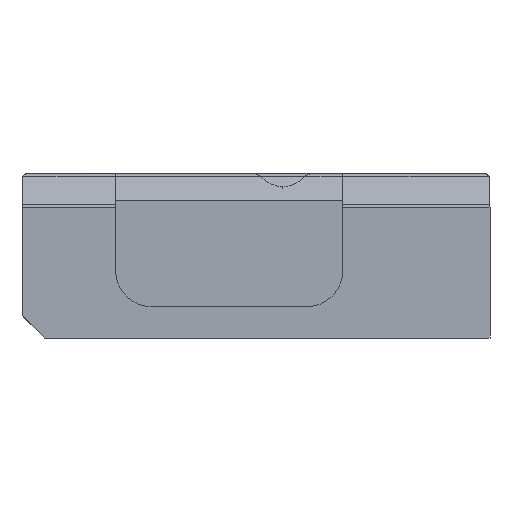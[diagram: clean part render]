
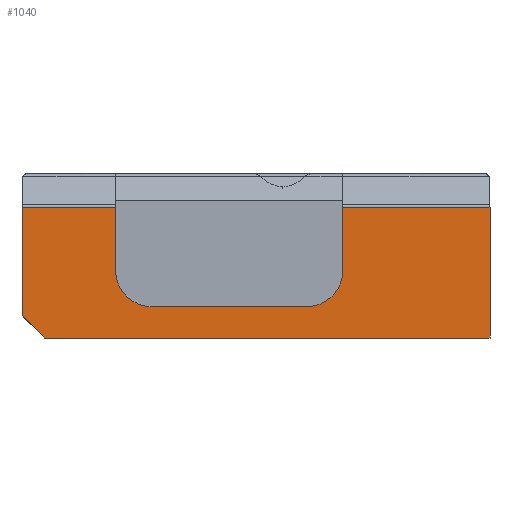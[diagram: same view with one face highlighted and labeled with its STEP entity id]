
A CAD part, front view. The second image highlights one B-rep face of the part: STEP entity #1040.
In plain terms, the highlighted planar face has unit normal (0, -1, 0).
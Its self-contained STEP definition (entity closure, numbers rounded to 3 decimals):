
#862=EDGE_CURVE('NONE',#938,#1738,#2502,.F.);
#874=VERTEX_POINT('NONE',#2517);
#928=VERTEX_POINT('NONE',#2575);
#938=VERTEX_POINT('NONE',#2586);
#956=VERTEX_POINT('NONE',#2605);
#964=EDGE_CURVE('NONE',#928,#2370,#2613,.F.);
#1040=ADVANCED_FACE('Fl�che5',(#2695),#2696,.F.);
#1158=EDGE_CURVE('NONE',#1562,#956,#2827,.T.);
#1252=VERTEX_POINT('NONE',#2932);
#1360=EDGE_CURVE('NONE',#1738,#1644,#3049,.T.);
#1422=EDGE_CURVE('NONE',#1252,#1582,#3116,.F.);
#1542=EDGE_CURVE('NONE',#938,#874,#3250,.T.);
#1562=VERTEX_POINT('NONE',#3271);
#1582=VERTEX_POINT('NONE',#3291);
#1644=VERTEX_POINT('NONE',#3358);
#1738=VERTEX_POINT('NONE',#3462);
#1884=EDGE_CURVE('NONE',#1582,#2272,#3618,.F.);
#2050=EDGE_CURVE('NONE',#956,#928,#3801,.F.);
#2158=EDGE_CURVE('NONE',#1644,#1252,#3918,.F.);
#2272=VERTEX_POINT('NONE',#4039);
#2312=EDGE_CURVE('NONE',#2370,#874,#4082,.F.);
#2370=VERTEX_POINT('NONE',#4143);
#2384=EDGE_CURVE('NONE',#2272,#1562,#4158,.F.);
#2502=LINE('',#4324,#4325);
#2517=CARTESIAN_POINT('',(31.75,0.1,-3.922));
#2575=CARTESIAN_POINT('',(15.25,0.1,-11.0));
#2586=CARTESIAN_POINT('',(31.75,0.1,-18.6));
#2605=CARTESIAN_POINT('',(11.15,0.1,-15.1));
#2613=LINE('',#4733,#4734);
#2695=FACE_OUTER_BOUND('',#5126,.T.);
#2696=PLANE('',#5127);
#2827=LINE('',#6189,#6190);
#2932=CARTESIAN_POINT('',(-20.75,0.1,-3.922));
#3049=LINE('',#7209,#7210);
#3116=LINE('',#7810,#7811);
#3250=LINE('',#8906,#8907);
#3271=CARTESIAN_POINT('',(-6.15,0.1,-15.1));
#3291=CARTESIAN_POINT('',(-10.25,0.1,-3.922));
#3358=CARTESIAN_POINT('',(-20.75,0.1,-16.1));
#3462=CARTESIAN_POINT('',(-18.25,0.1,-18.6));
#3618=LINE('',#10146,#10147);
#3801=CIRCLE('',#11750,4.1);
#3918=LINE('',#12176,#12177);
#4039=CARTESIAN_POINT('',(-10.25,0.1,-11.0));
#4082=LINE('',#13116,#13117);
#4143=CARTESIAN_POINT('',(15.25,0.1,-3.922));
#4158=CIRCLE('',#13311,4.1);
#4324=CARTESIAN_POINT('',(-32.5,0.1,-18.6));
#4325=VECTOR('',#13899,1.0);
#4733=CARTESIAN_POINT('',(15.25,0.1,-8.85));
#4734=VECTOR('',#13993,1.0);
#5126=EDGE_LOOP('',(#14048,#14049,#14050,#14051,#14052,#14053,#14054,#14055,#14056,#14057,#14058));
#5127=AXIS2_PLACEMENT_3D('',#14059,#14060,#14061);
#6189=CARTESIAN_POINT('',(-10.675,0.1,-15.1));
#6190=VECTOR('',#14188,1.0);
#7209=CARTESIAN_POINT('',(-21.312,0.1,-15.537));
#7210=VECTOR('',#14399,1.0);
#7810=CARTESIAN_POINT('',(31.75,0.1,-3.922));
#7811=VECTOR('',#14456,1.0);
#8906=CARTESIAN_POINT('',(31.75,0.1,-28.978));
#8907=VECTOR('',#14604,1.0);
#10146=CARTESIAN_POINT('',(-10.25,0.1,-14.8));
#10147=VECTOR('',#14907,1.0);
#11750=AXIS2_PLACEMENT_3D('',#15117,#15118,#15119);
#12176=CARTESIAN_POINT('',(-20.75,0.1,-20.687));
#12177=VECTOR('',#15233,1.0);
#13116=CARTESIAN_POINT('',(31.75,0.1,-3.922));
#13117=VECTOR('',#15363,1.0);
#13311=AXIS2_PLACEMENT_3D('',#15429,#15430,#15431);
#13899=DIRECTION('',(1.0,0.0,0.));
#13993=DIRECTION('',(0.,0.0,-1.0));
#14048=ORIENTED_EDGE('',*,*,#1422,.F.);
#14049=ORIENTED_EDGE('',*,*,#2158,.F.);
#14050=ORIENTED_EDGE('',*,*,#1360,.F.);
#14051=ORIENTED_EDGE('',*,*,#862,.F.);
#14052=ORIENTED_EDGE('',*,*,#1542,.T.);
#14053=ORIENTED_EDGE('',*,*,#2312,.F.);
#14054=ORIENTED_EDGE('',*,*,#964,.F.);
#14055=ORIENTED_EDGE('',*,*,#2050,.F.);
#14056=ORIENTED_EDGE('',*,*,#1158,.F.);
#14057=ORIENTED_EDGE('',*,*,#2384,.F.);
#14058=ORIENTED_EDGE('',*,*,#1884,.F.);
#14059=CARTESIAN_POINT('',(-32.5,0.1,-18.6));
#14060=DIRECTION('',(-0.0,1.0,0.0));
#14061=DIRECTION('',(1.0,0.0,0.0));
#14188=DIRECTION('',(1.0,0.0,0.));
#14399=DIRECTION('',(-0.707,0.0,0.707));
#14456=DIRECTION('',(-1.0,0.0,-0.0));
#14604=DIRECTION('',(0.,0.0,1.0));
#14907=DIRECTION('',(0.,0.0,1.0));
#15117=CARTESIAN_POINT('',(11.15,0.1,-11.0));
#15118=DIRECTION('',(0.0,1.0,0.0));
#15119=DIRECTION('',(-1.0,0.0,0.0));
#15233=DIRECTION('',(0.0,0.0,-1.0));
#15363=DIRECTION('',(-1.0,0.0,-0.0));
#15429=CARTESIAN_POINT('',(-6.15,0.1,-11.0));
#15430=DIRECTION('',(0.0,1.0,0.0));
#15431=DIRECTION('',(-1.0,0.0,0.0));
